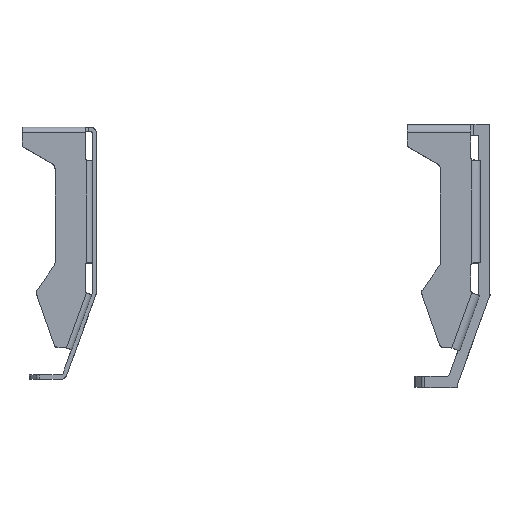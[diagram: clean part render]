
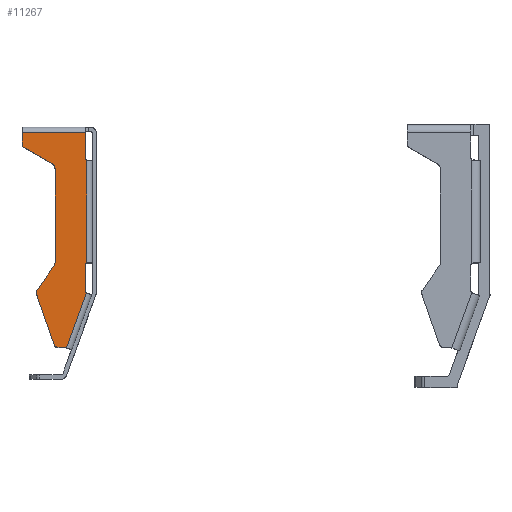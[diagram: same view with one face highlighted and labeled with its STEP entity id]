
A CAD part, top view. The second image highlights one B-rep face of the part: STEP entity #11267.
In plain terms, the highlighted planar face has unit normal (0, 0, 1).
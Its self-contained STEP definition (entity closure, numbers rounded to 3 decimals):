
#511=B_SPLINE_CURVE_WITH_KNOTS('',3,(#22466,#22467,#22468,#22469,#22470),
 .UNSPECIFIED.,.F.,.F.,(4,1,4),(0.,0.783,1.566),
 .UNSPECIFIED.);
#512=B_SPLINE_CURVE_WITH_KNOTS('',3,(#22471,#22472,#22473,#22474,#22475),
 .UNSPECIFIED.,.F.,.F.,(4,1,4),(0.,1.044,2.088),
 .UNSPECIFIED.);
#513=B_SPLINE_CURVE_WITH_KNOTS('',3,(#22476,#22477,#22478,#22479),
 .UNSPECIFIED.,.F.,.F.,(4,4),(0.,1.217),.UNSPECIFIED.);
#514=B_SPLINE_CURVE_WITH_KNOTS('',3,(#22480,#22481,#22482,#22483,#22484),
 .UNSPECIFIED.,.F.,.F.,(4,1,4),(0.,0.707,1.415),
 .UNSPECIFIED.);
#515=B_SPLINE_CURVE_WITH_KNOTS('',3,(#22485,#22486,#22487,#22488,#22489),
 .UNSPECIFIED.,.F.,.F.,(4,1,4),(0.,0.924,1.847),
 .UNSPECIFIED.);
#516=B_SPLINE_CURVE_WITH_KNOTS('',3,(#22490,#22491,#22492,#22493,#22494),
 .UNSPECIFIED.,.F.,.F.,(4,1,4),(0.,0.509,1.017),
 .UNSPECIFIED.);
#517=B_SPLINE_CURVE_WITH_KNOTS('',3,(#22495,#22496,#22497,#22498,#22499),
 .UNSPECIFIED.,.F.,.F.,(4,1,4),(0.,0.522,1.044),
 .UNSPECIFIED.);
#518=B_SPLINE_CURVE_WITH_KNOTS('',3,(#22500,#22501,#22502,#22503,#22504),
 .UNSPECIFIED.,.F.,.F.,(4,1,4),(0.,0.522,1.044),
 .UNSPECIFIED.);
#1219=FACE_OUTER_BOUND('',#1811,.T.);
#1811=EDGE_LOOP('',(#9976,#9977,#9978,#9979,#9980,#9981,#9982,#9983,#9984,
#9985,#9986,#9987,#9988,#9989,#9990,#9991,#9992,#9993,#9994,#9995));
#2951=LINE('',#20139,#4039);
#2971=LINE('',#20184,#4059);
#3104=LINE('',#21055,#4192);
#3128=LINE('',#21345,#4216);
#3129=LINE('',#21349,#4217);
#3225=LINE('',#22336,#4313);
#3227=LINE('',#22339,#4315);
#3228=LINE('',#22341,#4316);
#3230=LINE('',#22344,#4318);
#3233=LINE('',#22348,#4321);
#3242=LINE('',#22505,#4330);
#3243=LINE('',#22506,#4331);
#4039=VECTOR('',#13431,1.);
#4059=VECTOR('',#13461,1.);
#4192=VECTOR('',#13810,1.);
#4216=VECTOR('',#13938,1.);
#4217=VECTOR('',#13941,1.);
#4313=VECTOR('',#14419,1.);
#4315=VECTOR('',#14423,1.);
#4316=VECTOR('',#14426,1.);
#4318=VECTOR('',#14430,1.);
#4321=VECTOR('',#14435,1.);
#4330=VECTOR('',#14456,1.);
#4331=VECTOR('',#14457,1.);
#5062=VERTEX_POINT('',#20136);
#5063=VERTEX_POINT('',#20138);
#5082=VERTEX_POINT('',#20181);
#5083=VERTEX_POINT('',#20183);
#5267=VERTEX_POINT('',#21039);
#5269=VERTEX_POINT('',#21049);
#5273=VERTEX_POINT('',#21059);
#5274=VERTEX_POINT('',#21063);
#5276=VERTEX_POINT('',#21066);
#5278=VERTEX_POINT('',#21072);
#5280=VERTEX_POINT('',#21075);
#5284=VERTEX_POINT('',#21084);
#5285=VERTEX_POINT('',#21086);
#5288=VERTEX_POINT('',#21093);
#5289=VERTEX_POINT('',#21095);
#5296=VERTEX_POINT('',#21114);
#5298=VERTEX_POINT('',#21117);
#5315=VERTEX_POINT('',#21247);
#5318=VERTEX_POINT('',#21347);
#5319=VERTEX_POINT('',#21348);
#6467=EDGE_CURVE('',#5063,#5062,#2951,.T.);
#6487=EDGE_CURVE('',#5083,#5082,#2971,.T.);
#6710=EDGE_CURVE('',#5269,#5267,#3104,.T.);
#6774=EDGE_CURVE('',#5315,#5298,#3128,.T.);
#6775=EDGE_CURVE('',#5318,#5319,#3129,.T.);
#7016=EDGE_CURVE('',#5062,#5269,#3225,.T.);
#7018=EDGE_CURVE('',#5274,#5273,#3227,.T.);
#7019=EDGE_CURVE('',#5278,#5276,#3228,.T.);
#7021=EDGE_CURVE('',#5284,#5280,#3230,.T.);
#7024=EDGE_CURVE('',#5288,#5285,#3233,.T.);
#7049=EDGE_CURVE('',#5289,#5288,#511,.T.);
#7050=EDGE_CURVE('',#5285,#5284,#512,.T.);
#7051=EDGE_CURVE('',#5280,#5278,#513,.T.);
#7052=EDGE_CURVE('',#5276,#5274,#514,.T.);
#7053=EDGE_CURVE('',#5273,#5063,#515,.T.);
#7054=EDGE_CURVE('',#5267,#5083,#516,.T.);
#7055=EDGE_CURVE('',#5082,#5315,#517,.T.);
#7056=EDGE_CURVE('',#5298,#5296,#518,.T.);
#7057=EDGE_CURVE('',#5318,#5296,#3242,.T.);
#7058=EDGE_CURVE('',#5289,#5319,#3243,.T.);
#9976=ORIENTED_EDGE('',*,*,#7049,.T.);
#9977=ORIENTED_EDGE('',*,*,#7024,.T.);
#9978=ORIENTED_EDGE('',*,*,#7050,.T.);
#9979=ORIENTED_EDGE('',*,*,#7021,.T.);
#9980=ORIENTED_EDGE('',*,*,#7051,.T.);
#9981=ORIENTED_EDGE('',*,*,#7019,.T.);
#9982=ORIENTED_EDGE('',*,*,#7052,.T.);
#9983=ORIENTED_EDGE('',*,*,#7018,.T.);
#9984=ORIENTED_EDGE('',*,*,#7053,.T.);
#9985=ORIENTED_EDGE('',*,*,#6467,.T.);
#9986=ORIENTED_EDGE('',*,*,#7016,.T.);
#9987=ORIENTED_EDGE('',*,*,#6710,.T.);
#9988=ORIENTED_EDGE('',*,*,#7054,.T.);
#9989=ORIENTED_EDGE('',*,*,#6487,.T.);
#9990=ORIENTED_EDGE('',*,*,#7055,.T.);
#9991=ORIENTED_EDGE('',*,*,#6774,.T.);
#9992=ORIENTED_EDGE('',*,*,#7056,.T.);
#9993=ORIENTED_EDGE('',*,*,#7057,.F.);
#9994=ORIENTED_EDGE('',*,*,#6775,.T.);
#9995=ORIENTED_EDGE('',*,*,#7058,.F.);
#10747=PLANE('',#12013);
#11267=ADVANCED_FACE('',(#1219),#10747,.T.);
#12013=AXIS2_PLACEMENT_3D('',#22465,#14454,#14455);
#13431=DIRECTION('',(1.,0.,0.));
#13461=DIRECTION('',(0.,1.,0.));
#13810=DIRECTION('',(0.342,0.94,0.));
#13938=DIRECTION('',(0.,1.,0.));
#13941=DIRECTION('',(-1.,0.,0.));
#14419=DIRECTION('',(0.94,-0.342,0.));
#14423=DIRECTION('',(0.328,-0.945,0.));
#14426=DIRECTION('',(-0.574,-0.819,0.));
#14430=DIRECTION('',(0.,-1.,0.));
#14435=DIRECTION('',(0.866,-0.5,0.));
#14454=DIRECTION('center_axis',(0.,0.,1.));
#14455=DIRECTION('ref_axis',(1.,0.,0.));
#14456=DIRECTION('',(0.,-1.,0.));
#14457=DIRECTION('',(0.,1.,0.));
#20136=CARTESIAN_POINT('',(791.721,-743.,35.));
#20138=CARTESIAN_POINT('',(789.067,-743.,35.));
#20139=CARTESIAN_POINT('',(790.486,-743.,35.));
#20181=CARTESIAN_POINT('',(799.,-713.3,35.));
#20183=CARTESIAN_POINT('',(799.,-722.3,35.));
#20184=CARTESIAN_POINT('',(799.,-710.876,35.));
#21039=CARTESIAN_POINT('',(799.477,-723.152,35.));
#21049=CARTESIAN_POINT('',(792.19,-743.171,35.));
#21055=CARTESIAN_POINT('',(792.19,-743.171,35.));
#21059=CARTESIAN_POINT('',(787.65,-741.992,35.));
#21063=CARTESIAN_POINT('',(781.252,-723.584,35.));
#21066=CARTESIAN_POINT('',(781.44,-722.231,35.));
#21072=CARTESIAN_POINT('',(787.638,-713.379,35.));
#21075=CARTESIAN_POINT('',(788.,-712.232,35.));
#21084=CARTESIAN_POINT('',(788.,-678.083,35.));
#21086=CARTESIAN_POINT('',(787.,-676.351,35.));
#21093=CARTESIAN_POINT('',(776.75,-670.433,35.));
#21095=CARTESIAN_POINT('',(776.,-669.134,35.));
#21114=CARTESIAN_POINT('',(799.,-674.,35.));
#21117=CARTESIAN_POINT('',(799.5,-674.866,35.));
#21247=CARTESIAN_POINT('',(799.5,-712.434,35.));
#21345=CARTESIAN_POINT('',(799.5,-675.,35.));
#21347=CARTESIAN_POINT('',(799.,-665.,35.));
#21348=CARTESIAN_POINT('',(776.,-665.,35.));
#21349=CARTESIAN_POINT('',(776.,-665.,35.));
#22336=CARTESIAN_POINT('',(785.505,-740.738,35.));
#22339=CARTESIAN_POINT('',(780.31,-720.874,35.));
#22341=CARTESIAN_POINT('',(788.787,-711.738,35.));
#22344=CARTESIAN_POINT('',(788.,-699.554,35.));
#22348=CARTESIAN_POINT('',(791.755,-679.096,35.));
#22465=CARTESIAN_POINT('Origin',(790.578,-703.951,35.));
#22466=CARTESIAN_POINT('Ctrl Pts',(776.,-669.134,35.));
#22467=CARTESIAN_POINT('Ctrl Pts',(775.999,-669.396,35.));
#22468=CARTESIAN_POINT('Ctrl Pts',(776.141,-669.919,35.));
#22469=CARTESIAN_POINT('Ctrl Pts',(776.523,-670.303,35.));
#22470=CARTESIAN_POINT('Ctrl Pts',(776.75,-670.433,35.));
#22471=CARTESIAN_POINT('Ctrl Pts',(787.,-676.351,35.));
#22472=CARTESIAN_POINT('Ctrl Pts',(787.303,-676.525,35.));
#22473=CARTESIAN_POINT('Ctrl Pts',(787.812,-677.037,35.));
#22474=CARTESIAN_POINT('Ctrl Pts',(788.001,-677.734,35.));
#22475=CARTESIAN_POINT('Ctrl Pts',(788.,-678.083,35.));
#22476=CARTESIAN_POINT('Ctrl Pts',(788.,-712.232,35.));
#22477=CARTESIAN_POINT('Ctrl Pts',(787.997,-712.651,35.));
#22478=CARTESIAN_POINT('Ctrl Pts',(787.877,-713.034,35.));
#22479=CARTESIAN_POINT('Ctrl Pts',(787.638,-713.379,35.));
#22480=CARTESIAN_POINT('Ctrl Pts',(781.44,-722.231,35.));
#22481=CARTESIAN_POINT('Ctrl Pts',(781.304,-722.424,35.));
#22482=CARTESIAN_POINT('Ctrl Pts',(781.127,-722.877,35.));
#22483=CARTESIAN_POINT('Ctrl Pts',(781.174,-723.361,35.));
#22484=CARTESIAN_POINT('Ctrl Pts',(781.252,-723.584,35.));
#22485=CARTESIAN_POINT('Ctrl Pts',(787.65,-741.992,35.));
#22486=CARTESIAN_POINT('Ctrl Pts',(787.75,-742.285,35.));
#22487=CARTESIAN_POINT('Ctrl Pts',(788.141,-742.802,35.));
#22488=CARTESIAN_POINT('Ctrl Pts',(788.757,-743.002,35.));
#22489=CARTESIAN_POINT('Ctrl Pts',(789.067,-743.,35.));
#22490=CARTESIAN_POINT('Ctrl Pts',(799.477,-723.152,35.));
#22491=CARTESIAN_POINT('Ctrl Pts',(799.332,-723.063,35.));
#22492=CARTESIAN_POINT('Ctrl Pts',(799.089,-722.809,35.));
#22493=CARTESIAN_POINT('Ctrl Pts',(799.,-722.47,35.));
#22494=CARTESIAN_POINT('Ctrl Pts',(799.,-722.3,35.));
#22495=CARTESIAN_POINT('Ctrl Pts',(799.,-713.3,35.));
#22496=CARTESIAN_POINT('Ctrl Pts',(798.999,-713.125,35.));
#22497=CARTESIAN_POINT('Ctrl Pts',(799.094,-712.777,35.));
#22498=CARTESIAN_POINT('Ctrl Pts',(799.349,-712.521,35.));
#22499=CARTESIAN_POINT('Ctrl Pts',(799.5,-712.434,35.));
#22500=CARTESIAN_POINT('Ctrl Pts',(799.5,-674.866,35.));
#22501=CARTESIAN_POINT('Ctrl Pts',(799.349,-674.779,35.));
#22502=CARTESIAN_POINT('Ctrl Pts',(799.094,-674.523,35.));
#22503=CARTESIAN_POINT('Ctrl Pts',(798.999,-674.175,35.));
#22504=CARTESIAN_POINT('Ctrl Pts',(799.,-674.,35.));
#22505=CARTESIAN_POINT('',(799.,-684.578,35.));
#22506=CARTESIAN_POINT('',(776.,-684.335,35.));
